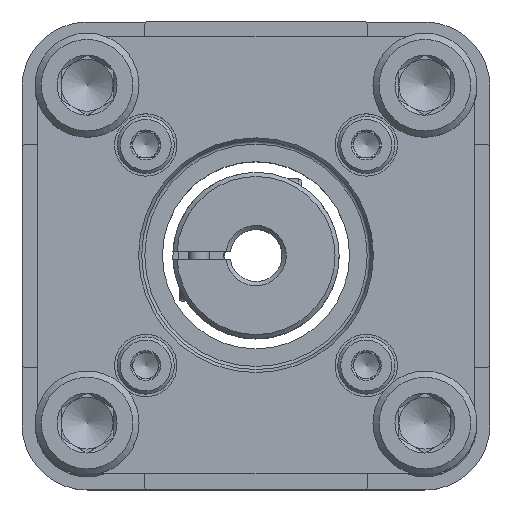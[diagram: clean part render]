
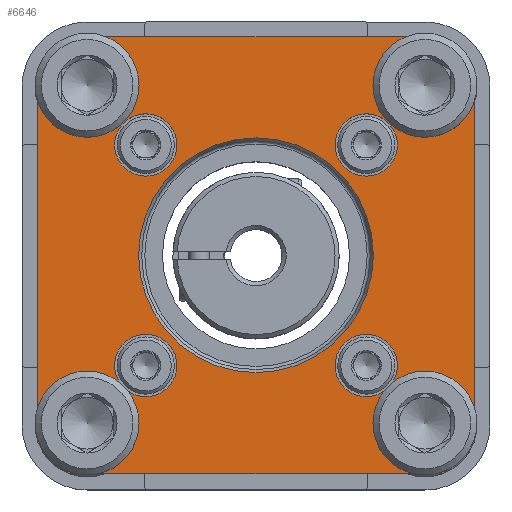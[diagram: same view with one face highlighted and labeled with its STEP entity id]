
A CAD part, top view. The second image highlights one B-rep face of the part: STEP entity #6646.
In plain terms, the highlighted face is planar.
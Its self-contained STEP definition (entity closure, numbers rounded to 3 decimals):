
#415=CIRCLE('',#7317,1.7);
#417=CIRCLE('',#7320,1.7);
#419=CIRCLE('',#7323,1.7);
#421=CIRCLE('',#7326,1.7);
#430=CIRCLE('',#7338,11.289);
#431=CIRCLE('',#7339,3.);
#432=CIRCLE('',#7340,3.);
#433=CIRCLE('',#7341,3.);
#434=CIRCLE('',#7342,3.);
#1564=ORIENTED_EDGE('',*,*,#3055,.F.);
#1565=ORIENTED_EDGE('',*,*,#3056,.F.);
#1566=ORIENTED_EDGE('',*,*,#3057,.F.);
#1567=ORIENTED_EDGE('',*,*,#3058,.F.);
#1568=ORIENTED_EDGE('',*,*,#3059,.F.);
#1569=ORIENTED_EDGE('',*,*,#3036,.T.);
#1570=ORIENTED_EDGE('',*,*,#3034,.T.);
#1571=ORIENTED_EDGE('',*,*,#3032,.T.);
#1572=ORIENTED_EDGE('',*,*,#3030,.T.);
#1573=ORIENTED_EDGE('',*,*,#3007,.F.);
#1574=ORIENTED_EDGE('',*,*,#3037,.F.);
#1575=ORIENTED_EDGE('',*,*,#3026,.F.);
#1576=ORIENTED_EDGE('',*,*,#3023,.F.);
#1577=ORIENTED_EDGE('',*,*,#3020,.F.);
#1578=ORIENTED_EDGE('',*,*,#3017,.F.);
#1579=ORIENTED_EDGE('',*,*,#3014,.F.);
#1580=ORIENTED_EDGE('',*,*,#3011,.F.);
#3007=EDGE_CURVE('',#3827,#3828,#4366,.T.);
#3011=EDGE_CURVE('',#3828,#3831,#4370,.T.);
#3014=EDGE_CURVE('',#3831,#3833,#4373,.T.);
#3017=EDGE_CURVE('',#3833,#3835,#4376,.T.);
#3020=EDGE_CURVE('',#3835,#3837,#4379,.T.);
#3023=EDGE_CURVE('',#3837,#3839,#4382,.T.);
#3026=EDGE_CURVE('',#3839,#3841,#4385,.T.);
#3030=EDGE_CURVE('',#3844,#3844,#415,.T.);
#3032=EDGE_CURVE('',#3846,#3846,#417,.T.);
#3034=EDGE_CURVE('',#3848,#3848,#419,.T.);
#3036=EDGE_CURVE('',#3850,#3850,#421,.T.);
#3037=EDGE_CURVE('',#3841,#3827,#4388,.T.);
#3055=EDGE_CURVE('',#3867,#3867,#430,.T.);
#3056=EDGE_CURVE('',#3868,#3868,#431,.T.);
#3057=EDGE_CURVE('',#3869,#3869,#432,.T.);
#3058=EDGE_CURVE('',#3870,#3870,#433,.T.);
#3059=EDGE_CURVE('',#3871,#3871,#434,.T.);
#3827=VERTEX_POINT('',#10943);
#3828=VERTEX_POINT('',#10944);
#3831=VERTEX_POINT('',#10952);
#3833=VERTEX_POINT('',#10958);
#3835=VERTEX_POINT('',#10964);
#3837=VERTEX_POINT('',#10970);
#3839=VERTEX_POINT('',#10976);
#3841=VERTEX_POINT('',#10982);
#3844=VERTEX_POINT('',#10990);
#3846=VERTEX_POINT('',#10995);
#3848=VERTEX_POINT('',#11000);
#3850=VERTEX_POINT('',#11005);
#3867=VERTEX_POINT('',#11044);
#3868=VERTEX_POINT('',#11046);
#3869=VERTEX_POINT('',#11048);
#3870=VERTEX_POINT('',#11050);
#3871=VERTEX_POINT('',#11052);
#4366=LINE('',#10942,#4790);
#4370=LINE('',#10951,#4794);
#4373=LINE('',#10957,#4797);
#4376=LINE('',#10963,#4800);
#4379=LINE('',#10969,#4803);
#4382=LINE('',#10975,#4806);
#4385=LINE('',#10981,#4809);
#4388=LINE('',#11007,#4812);
#4790=VECTOR('',#8666,1000.);
#4794=VECTOR('',#8672,1000.);
#4797=VECTOR('',#8677,1000.);
#4800=VECTOR('',#8682,1000.);
#4803=VECTOR('',#8687,1000.);
#4806=VECTOR('',#8692,1000.);
#4809=VECTOR('',#8697,1000.);
#4812=VECTOR('',#8726,1000.);
#5306=EDGE_LOOP('',(#1564));
#5307=EDGE_LOOP('',(#1565));
#5308=EDGE_LOOP('',(#1566));
#5309=EDGE_LOOP('',(#1567));
#5310=EDGE_LOOP('',(#1568));
#5311=EDGE_LOOP('',(#1569));
#5312=EDGE_LOOP('',(#1570));
#5313=EDGE_LOOP('',(#1571));
#5314=EDGE_LOOP('',(#1572));
#5315=EDGE_LOOP('',(#1573,#1574,#1575,#1576,#1577,#1578,#1579,#1580));
#5920=FACE_BOUND('',#5306,.T.);
#5921=FACE_BOUND('',#5307,.T.);
#5922=FACE_BOUND('',#5308,.T.);
#5923=FACE_BOUND('',#5309,.T.);
#5924=FACE_BOUND('',#5310,.T.);
#5925=FACE_BOUND('',#5311,.T.);
#5926=FACE_BOUND('',#5312,.T.);
#5927=FACE_BOUND('',#5313,.T.);
#5928=FACE_BOUND('',#5314,.T.);
#5929=FACE_BOUND('',#5315,.T.);
#6361=PLANE('',#7337);
#6646=ADVANCED_FACE('',(#5920,#5921,#5922,#5923,#5924,#5925,#5926,#5927,
#5928,#5929),#6361,.F.);
#7317=AXIS2_PLACEMENT_3D('',#10989,#8704,#8705);
#7320=AXIS2_PLACEMENT_3D('',#10994,#8710,#8711);
#7323=AXIS2_PLACEMENT_3D('',#10999,#8716,#8717);
#7326=AXIS2_PLACEMENT_3D('',#11004,#8722,#8723);
#7337=AXIS2_PLACEMENT_3D('',#11042,#8754,#8755);
#7338=AXIS2_PLACEMENT_3D('',#11043,#8756,#8757);
#7339=AXIS2_PLACEMENT_3D('',#11045,#8758,#8759);
#7340=AXIS2_PLACEMENT_3D('',#11047,#8760,#8761);
#7341=AXIS2_PLACEMENT_3D('',#11049,#8762,#8763);
#7342=AXIS2_PLACEMENT_3D('',#11051,#8764,#8765);
#8666=DIRECTION('',(0.,-1.,0.));
#8672=DIRECTION('',(0.707,-0.707,0.));
#8677=DIRECTION('',(1.,0.,0.));
#8682=DIRECTION('',(0.707,0.707,0.));
#8687=DIRECTION('',(0.,1.,0.));
#8692=DIRECTION('',(-0.707,0.707,0.));
#8697=DIRECTION('',(-1.,0.,0.));
#8704=DIRECTION('',(0.,0.,1.));
#8705=DIRECTION('',(1.,0.,0.));
#8710=DIRECTION('',(0.,0.,1.));
#8711=DIRECTION('',(1.,0.,0.));
#8716=DIRECTION('',(0.,0.,1.));
#8717=DIRECTION('',(1.,0.,0.));
#8722=DIRECTION('',(0.,0.,1.));
#8723=DIRECTION('',(1.,0.,0.));
#8726=DIRECTION('',(-0.707,-0.707,0.));
#8754=DIRECTION('',(0.,0.,1.));
#8755=DIRECTION('',(1.,0.,0.));
#8756=DIRECTION('',(0.,0.,-1.));
#8757=DIRECTION('',(-1.,0.,0.));
#8758=DIRECTION('',(0.,0.,-1.));
#8759=DIRECTION('',(-1.,0.,0.));
#8760=DIRECTION('',(0.,0.,-1.));
#8761=DIRECTION('',(-1.,0.,0.));
#8762=DIRECTION('',(0.,0.,-1.));
#8763=DIRECTION('',(-1.,0.,0.));
#8764=DIRECTION('',(0.,0.,-1.));
#8765=DIRECTION('',(-1.,0.,0.));
#10942=CARTESIAN_POINT('',(-21.,18.,0.));
#10943=CARTESIAN_POINT('',(-21.,18.,0.));
#10944=CARTESIAN_POINT('',(-21.,-18.,0.));
#10951=CARTESIAN_POINT('',(-21.,-18.,0.));
#10952=CARTESIAN_POINT('',(-18.,-21.,0.));
#10957=CARTESIAN_POINT('',(-18.,-21.,0.));
#10958=CARTESIAN_POINT('',(18.,-21.,0.));
#10963=CARTESIAN_POINT('',(18.,-21.,0.));
#10964=CARTESIAN_POINT('',(21.,-18.,0.));
#10969=CARTESIAN_POINT('',(21.,-18.,0.));
#10970=CARTESIAN_POINT('',(21.,18.,0.));
#10975=CARTESIAN_POINT('',(21.,18.,0.));
#10976=CARTESIAN_POINT('',(18.,21.,0.));
#10981=CARTESIAN_POINT('',(18.,21.,0.));
#10982=CARTESIAN_POINT('',(-18.,21.,0.));
#10989=CARTESIAN_POINT('',(15.5,15.5,0.));
#10990=CARTESIAN_POINT('',(17.2,15.5,0.));
#10994=CARTESIAN_POINT('',(15.5,-15.5,0.));
#10995=CARTESIAN_POINT('',(17.2,-15.5,0.));
#10999=CARTESIAN_POINT('',(-15.5,15.5,0.));
#11000=CARTESIAN_POINT('',(-13.8,15.5,0.));
#11004=CARTESIAN_POINT('',(-15.5,-15.5,0.));
#11005=CARTESIAN_POINT('',(-13.8,-15.5,0.));
#11007=CARTESIAN_POINT('',(-18.,21.,0.));
#11042=CARTESIAN_POINT('',(0.,0.,0.));
#11043=CARTESIAN_POINT('',(0.,0.,0.));
#11044=CARTESIAN_POINT('',(-11.289,0.,0.));
#11045=CARTESIAN_POINT('',(10.607,-10.607,0.));
#11046=CARTESIAN_POINT('',(7.607,-10.607,0.));
#11047=CARTESIAN_POINT('',(-10.607,10.607,0.));
#11048=CARTESIAN_POINT('',(-13.607,10.607,0.));
#11049=CARTESIAN_POINT('',(-10.607,-10.607,0.));
#11050=CARTESIAN_POINT('',(-13.607,-10.607,0.));
#11051=CARTESIAN_POINT('',(10.607,10.607,0.));
#11052=CARTESIAN_POINT('',(7.607,10.607,0.));
